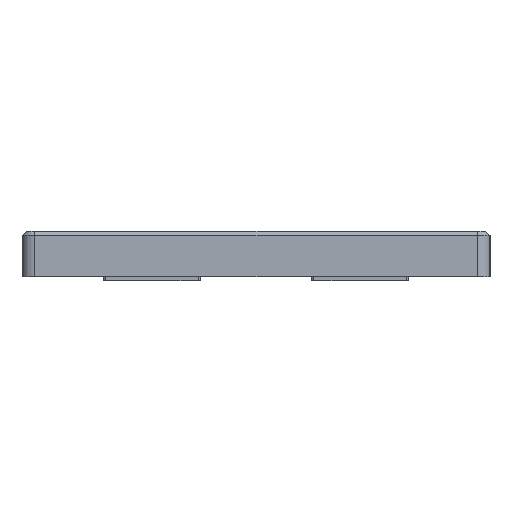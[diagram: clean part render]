
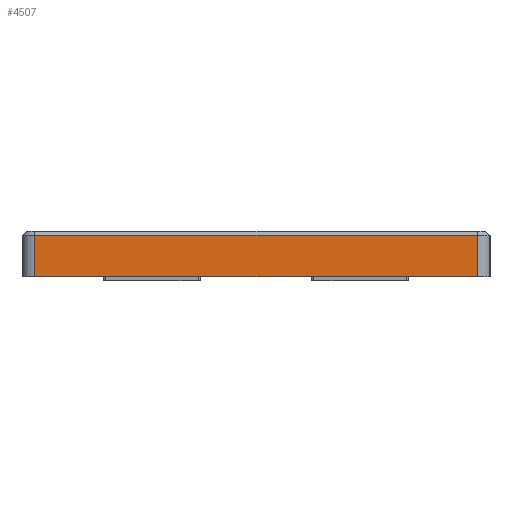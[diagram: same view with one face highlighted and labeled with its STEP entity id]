
A CAD part, left-side view. The second image highlights one B-rep face of the part: STEP entity #4507.
In plain terms, the highlighted planar face has unit normal (-1, 0, 0).
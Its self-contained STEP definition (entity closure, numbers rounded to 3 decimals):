
#607=FACE_OUTER_BOUND('',#881,.T.);
#881=EDGE_LOOP('',(#4120,#4121,#4122,#4123));
#1245=LINE('',#7736,#1687);
#1289=LINE('',#8055,#1731);
#1291=LINE('',#8060,#1733);
#1292=LINE('',#8063,#1734);
#1687=VECTOR('',#5800,10.);
#1731=VECTOR('',#5916,10.);
#1733=VECTOR('',#5922,10.);
#1734=VECTOR('',#5927,10.);
#2109=VERTEX_POINT('',#7726);
#2111=VERTEX_POINT('',#7732);
#2171=VERTEX_POINT('',#8053);
#2172=VERTEX_POINT('',#8059);
#2681=EDGE_CURVE('',#2109,#2111,#1245,.T.);
#2759=EDGE_CURVE('',#2171,#2109,#1289,.T.);
#2761=EDGE_CURVE('',#2111,#2172,#1291,.T.);
#2763=EDGE_CURVE('',#2172,#2171,#1292,.T.);
#4120=ORIENTED_EDGE('',*,*,#2681,.F.);
#4121=ORIENTED_EDGE('',*,*,#2759,.F.);
#4122=ORIENTED_EDGE('',*,*,#2763,.F.);
#4123=ORIENTED_EDGE('',*,*,#2761,.F.);
#4258=PLANE('',#4906);
#4507=ADVANCED_FACE('',(#607),#4258,.T.);
#4906=AXIS2_PLACEMENT_3D('',#8355,#6119,#6120);
#5800=DIRECTION('',(0.,-1.,0.));
#5916=DIRECTION('',(0.,0.,1.));
#5922=DIRECTION('',(0.,0.,-1.));
#5927=DIRECTION('',(0.,1.,0.));
#6119=DIRECTION('center_axis',(-1.,0.,0.));
#6120=DIRECTION('ref_axis',(0.,-1.,0.));
#7726=CARTESIAN_POINT('',(-1.38,98.983,36.5));
#7732=CARTESIAN_POINT('',(-1.38,-3.217,36.5));
#7736=CARTESIAN_POINT('',(-1.38,74.933,36.5));
#8053=CARTESIAN_POINT('',(-1.38,98.983,27.));
#8055=CARTESIAN_POINT('',(-1.38,98.983,30.));
#8059=CARTESIAN_POINT('',(-1.38,-3.217,27.));
#8060=CARTESIAN_POINT('',(-1.38,-3.217,30.));
#8063=CARTESIAN_POINT('',(-1.38,-6.217,27.));
#8355=CARTESIAN_POINT('Origin',(-1.38,101.983,30.));
